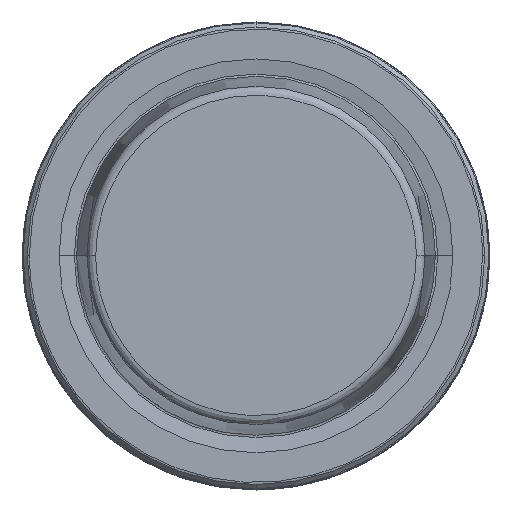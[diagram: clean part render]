
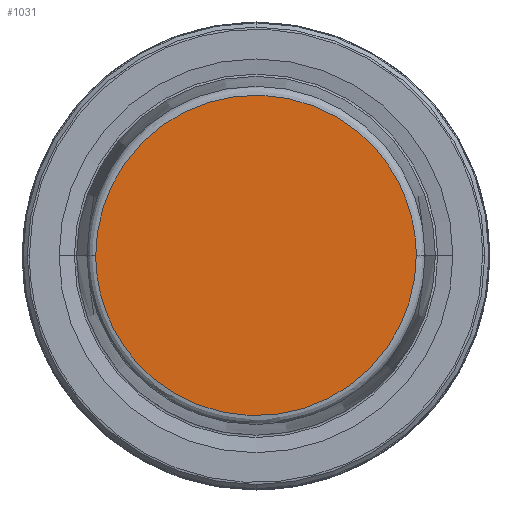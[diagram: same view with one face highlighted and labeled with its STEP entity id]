
A CAD part, top view. The second image highlights one B-rep face of the part: STEP entity #1031.
In plain terms, the highlighted planar face has unit normal (0, 0, 1).
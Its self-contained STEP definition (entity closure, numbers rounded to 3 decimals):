
#100 = FACE_OUTER_BOUND ( 'NONE', #978, .T. ) ;
#172 = AXIS2_PLACEMENT_3D ( 'NONE', #1137, #1097, #1092 ) ;
#240 =( BOUNDED_CURVE ( )  B_SPLINE_CURVE ( 3, ( #1845, #1772, #1752, #1751 ),
 .UNSPECIFIED., .F., .F. ) 
 B_SPLINE_CURVE_WITH_KNOTS ( ( 4, 4 ),
 ( 0., 1. ),
 .UNSPECIFIED. ) 
 CURVE ( )  GEOMETRIC_REPRESENTATION_ITEM ( )  RATIONAL_B_SPLINE_CURVE ( ( 0.958, 0.319, 0.319, 0.958 ) ) 
 REPRESENTATION_ITEM ( '' )  );
#542 = CARTESIAN_POINT ( 'NONE',  ( -21.581, 0., 31.9 ) ) ;
#642 = VERTEX_POINT ( 'NONE', #1958 ) ;
#707 = EDGE_CURVE ( 'NONE', #642, #1901, #240, .T. ) ;
#959 = EDGE_CURVE ( 'NONE', #1901, #642, #969, .T. ) ;
#969 =( BOUNDED_CURVE ( )  B_SPLINE_CURVE ( 3, ( #1241, #1220, #1206, #1203 ),
 .UNSPECIFIED., .F., .F. ) 
 B_SPLINE_CURVE_WITH_KNOTS ( ( 4, 4 ),
 ( 0., 1. ),
 .UNSPECIFIED. ) 
 CURVE ( )  GEOMETRIC_REPRESENTATION_ITEM ( )  RATIONAL_B_SPLINE_CURVE ( ( 0.958, 0.319, 0.319, 0.958 ) ) 
 REPRESENTATION_ITEM ( '' )  );
#978 = EDGE_LOOP ( 'NONE', ( #1627, #1002 ) ) ;
#1002 = ORIENTED_EDGE ( 'NONE', *, *, #959, .F. ) ;
#1031 = ADVANCED_FACE ( 'NONE', ( #100 ), #1215, .F. ) ;
#1092 = DIRECTION ( 'NONE',  ( -1., 0., 0. ) ) ;
#1097 = DIRECTION ( 'NONE',  ( 0., 0., -1. ) ) ;
#1137 = CARTESIAN_POINT ( 'NONE',  ( 21.84, -21.84, 31.9 ) ) ;
#1203 = CARTESIAN_POINT ( 'NONE',  ( 21.581, 0., 31.9 ) ) ;
#1206 = CARTESIAN_POINT ( 'NONE',  ( 21.581, 43.162, 31.9 ) ) ;
#1215 = PLANE ( 'NONE',  #172 ) ;
#1220 = CARTESIAN_POINT ( 'NONE',  ( -21.581, 43.162, 31.9 ) ) ;
#1241 = CARTESIAN_POINT ( 'NONE',  ( -21.581, 0., 31.9 ) ) ;
#1627 = ORIENTED_EDGE ( 'NONE', *, *, #707, .F. ) ;
#1751 = CARTESIAN_POINT ( 'NONE',  ( -21.581, 0., 31.9 ) ) ;
#1752 = CARTESIAN_POINT ( 'NONE',  ( -21.581, -43.162, 31.9 ) ) ;
#1772 = CARTESIAN_POINT ( 'NONE',  ( 21.581, -43.162, 31.9 ) ) ;
#1845 = CARTESIAN_POINT ( 'NONE',  ( 21.581, 0., 31.9 ) ) ;
#1901 = VERTEX_POINT ( 'NONE', #542 ) ;
#1958 = CARTESIAN_POINT ( 'NONE',  ( 21.581, 0., 31.9 ) ) ;
